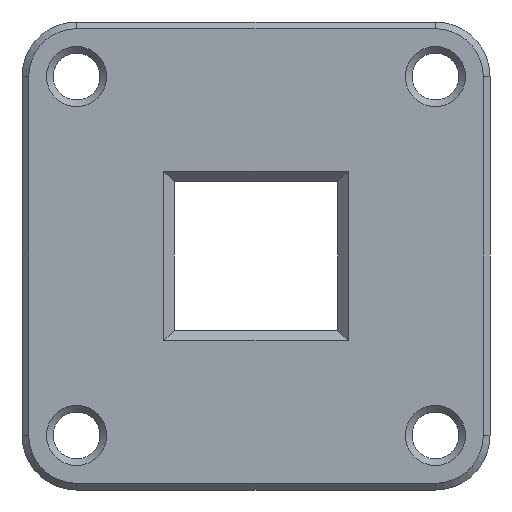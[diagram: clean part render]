
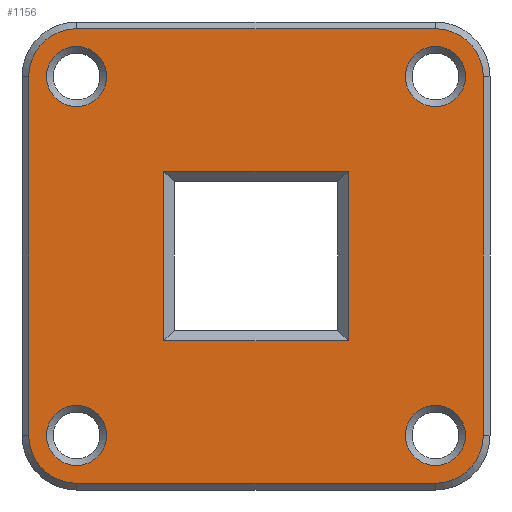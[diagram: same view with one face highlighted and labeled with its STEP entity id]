
A CAD part, front view. The second image highlights one B-rep face of the part: STEP entity #1156.
In plain terms, the highlighted planar face has unit normal (0, -1, 0).
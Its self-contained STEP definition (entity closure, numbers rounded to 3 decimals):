
#41=FACE_BOUND('',#171,.T.);
#42=FACE_BOUND('',#172,.T.);
#43=FACE_BOUND('',#173,.T.);
#44=FACE_BOUND('',#174,.T.);
#45=FACE_BOUND('',#175,.T.);
#64=PLANE('',#1255);
#96=FACE_OUTER_BOUND('',#170,.T.);
#170=EDGE_LOOP('',(#851,#852,#853,#854,#855,#856,#857,#858));
#171=EDGE_LOOP('',(#859));
#172=EDGE_LOOP('',(#860));
#173=EDGE_LOOP('',(#861));
#174=EDGE_LOOP('',(#862));
#175=EDGE_LOOP('',(#863,#864,#865,#866));
#250=CIRCLE('',#1256,3.583);
#251=CIRCLE('',#1257,3.583);
#252=CIRCLE('',#1258,3.583);
#253=CIRCLE('',#1259,3.583);
#254=CIRCLE('',#1260,2.25);
#255=CIRCLE('',#1261,2.25);
#256=CIRCLE('',#1262,2.25);
#257=CIRCLE('',#1263,2.25);
#334=LINE('',#1920,#430);
#337=LINE('',#1925,#433);
#339=LINE('',#1929,#435);
#342=LINE('',#1934,#438);
#345=LINE('',#1941,#441);
#346=LINE('',#1945,#442);
#347=LINE('',#1949,#443);
#348=LINE('',#1953,#444);
#430=VECTOR('',#1425,10.);
#433=VECTOR('',#1430,10.);
#435=VECTOR('',#1434,10.);
#438=VECTOR('',#1439,10.);
#441=VECTOR('',#1446,10.);
#442=VECTOR('',#1449,10.);
#443=VECTOR('',#1452,10.);
#444=VECTOR('',#1455,10.);
#537=VERTEX_POINT('',#1918);
#538=VERTEX_POINT('',#1919);
#539=VERTEX_POINT('',#1924);
#540=VERTEX_POINT('',#1928);
#542=VERTEX_POINT('',#1939);
#543=VERTEX_POINT('',#1940);
#544=VERTEX_POINT('',#1942);
#545=VERTEX_POINT('',#1944);
#546=VERTEX_POINT('',#1946);
#547=VERTEX_POINT('',#1948);
#548=VERTEX_POINT('',#1950);
#549=VERTEX_POINT('',#1952);
#550=VERTEX_POINT('',#1955);
#551=VERTEX_POINT('',#1957);
#552=VERTEX_POINT('',#1959);
#553=VERTEX_POINT('',#1961);
#647=EDGE_CURVE('',#537,#538,#334,.T.);
#650=EDGE_CURVE('',#538,#539,#337,.T.);
#652=EDGE_CURVE('',#540,#537,#339,.T.);
#655=EDGE_CURVE('',#539,#540,#342,.T.);
#658=EDGE_CURVE('',#542,#543,#345,.T.);
#659=EDGE_CURVE('',#544,#542,#250,.T.);
#660=EDGE_CURVE('',#545,#544,#346,.T.);
#661=EDGE_CURVE('',#546,#545,#251,.T.);
#662=EDGE_CURVE('',#547,#546,#347,.T.);
#663=EDGE_CURVE('',#548,#547,#252,.T.);
#664=EDGE_CURVE('',#549,#548,#348,.T.);
#665=EDGE_CURVE('',#543,#549,#253,.T.);
#666=EDGE_CURVE('',#550,#550,#254,.T.);
#667=EDGE_CURVE('',#551,#551,#255,.T.);
#668=EDGE_CURVE('',#552,#552,#256,.T.);
#669=EDGE_CURVE('',#553,#553,#257,.T.);
#851=ORIENTED_EDGE('',*,*,#658,.F.);
#852=ORIENTED_EDGE('',*,*,#659,.F.);
#853=ORIENTED_EDGE('',*,*,#660,.F.);
#854=ORIENTED_EDGE('',*,*,#661,.F.);
#855=ORIENTED_EDGE('',*,*,#662,.F.);
#856=ORIENTED_EDGE('',*,*,#663,.F.);
#857=ORIENTED_EDGE('',*,*,#664,.F.);
#858=ORIENTED_EDGE('',*,*,#665,.F.);
#859=ORIENTED_EDGE('',*,*,#666,.F.);
#860=ORIENTED_EDGE('',*,*,#667,.F.);
#861=ORIENTED_EDGE('',*,*,#668,.F.);
#862=ORIENTED_EDGE('',*,*,#669,.F.);
#863=ORIENTED_EDGE('',*,*,#647,.F.);
#864=ORIENTED_EDGE('',*,*,#652,.F.);
#865=ORIENTED_EDGE('',*,*,#655,.F.);
#866=ORIENTED_EDGE('',*,*,#650,.F.);
#1156=ADVANCED_FACE('',(#96,#41,#42,#43,#44,#45),#64,.T.);
#1255=AXIS2_PLACEMENT_3D('',#1938,#1444,#1445);
#1256=AXIS2_PLACEMENT_3D('',#1943,#1447,#1448);
#1257=AXIS2_PLACEMENT_3D('',#1947,#1450,#1451);
#1258=AXIS2_PLACEMENT_3D('',#1951,#1453,#1454);
#1259=AXIS2_PLACEMENT_3D('',#1954,#1456,#1457);
#1260=AXIS2_PLACEMENT_3D('',#1956,#1458,#1459);
#1261=AXIS2_PLACEMENT_3D('',#1958,#1460,#1461);
#1262=AXIS2_PLACEMENT_3D('',#1960,#1462,#1463);
#1263=AXIS2_PLACEMENT_3D('',#1962,#1464,#1465);
#1425=DIRECTION('',(-1.,0.,0.));
#1430=DIRECTION('',(0.,0.,-1.));
#1434=DIRECTION('',(0.,0.,1.));
#1439=DIRECTION('',(1.,0.,0.));
#1444=DIRECTION('center_axis',(0.,-1.,0.));
#1445=DIRECTION('ref_axis',(0.,0.,-1.));
#1446=DIRECTION('',(0.,0.,1.));
#1447=DIRECTION('center_axis',(0.,1.,0.));
#1448=DIRECTION('ref_axis',(-0.707,0.,-0.707));
#1449=DIRECTION('',(-1.,0.,0.));
#1450=DIRECTION('center_axis',(0.,1.,0.));
#1451=DIRECTION('ref_axis',(0.707,0.,-0.707));
#1452=DIRECTION('',(0.,0.,-1.));
#1453=DIRECTION('center_axis',(0.,1.,0.));
#1454=DIRECTION('ref_axis',(0.707,0.,0.707));
#1455=DIRECTION('',(1.,0.,0.));
#1456=DIRECTION('center_axis',(0.,1.,0.));
#1457=DIRECTION('ref_axis',(-0.707,0.,0.707));
#1458=DIRECTION('center_axis',(0.,-1.,0.));
#1459=DIRECTION('ref_axis',(-1.,0.,0.));
#1460=DIRECTION('center_axis',(0.,-1.,0.));
#1461=DIRECTION('ref_axis',(-1.,0.,0.));
#1462=DIRECTION('center_axis',(0.,-1.,0.));
#1463=DIRECTION('ref_axis',(-1.,0.,0.));
#1464=DIRECTION('center_axis',(0.,-1.,0.));
#1465=DIRECTION('ref_axis',(-1.,0.,0.));
#1918=CARTESIAN_POINT('',(6.9,-4.2,6.35));
#1919=CARTESIAN_POINT('',(-6.9,-4.2,6.35));
#1920=CARTESIAN_POINT('',(3.05,-4.2,6.35));
#1924=CARTESIAN_POINT('',(-6.9,-4.2,-6.35));
#1925=CARTESIAN_POINT('',(-6.9,-4.2,2.775));
#1928=CARTESIAN_POINT('',(6.9,-4.2,-6.35));
#1929=CARTESIAN_POINT('',(6.9,-4.2,-2.775));
#1934=CARTESIAN_POINT('',(-3.05,-4.2,-6.35));
#1938=CARTESIAN_POINT('Origin',(0.,-4.2,0.));
#1939=CARTESIAN_POINT('',(-17.,-4.2,-13.417));
#1940=CARTESIAN_POINT('',(-17.,-4.2,13.417));
#1941=CARTESIAN_POINT('',(-17.,-4.2,8.75));
#1942=CARTESIAN_POINT('',(-13.417,-4.2,-17.));
#1943=CARTESIAN_POINT('Origin',(-13.417,-4.2,-13.417));
#1944=CARTESIAN_POINT('',(13.417,-4.2,-17.));
#1945=CARTESIAN_POINT('',(-8.75,-4.2,-17.));
#1946=CARTESIAN_POINT('',(17.,-4.2,-13.417));
#1947=CARTESIAN_POINT('Origin',(13.417,-4.2,-13.417));
#1948=CARTESIAN_POINT('',(17.,-4.2,13.417));
#1949=CARTESIAN_POINT('',(17.,-4.2,-8.75));
#1950=CARTESIAN_POINT('',(13.417,-4.2,17.));
#1951=CARTESIAN_POINT('Origin',(13.417,-4.2,13.417));
#1952=CARTESIAN_POINT('',(-13.417,-4.2,17.));
#1953=CARTESIAN_POINT('',(8.75,-4.2,17.));
#1954=CARTESIAN_POINT('Origin',(-13.417,-4.2,13.417));
#1955=CARTESIAN_POINT('',(15.667,-4.2,13.417));
#1956=CARTESIAN_POINT('Origin',(13.417,-4.2,13.417));
#1957=CARTESIAN_POINT('',(-11.167,-4.2,-13.417));
#1958=CARTESIAN_POINT('Origin',(-13.417,-4.2,-13.417));
#1959=CARTESIAN_POINT('',(15.667,-4.2,-13.417));
#1960=CARTESIAN_POINT('Origin',(13.417,-4.2,-13.417));
#1961=CARTESIAN_POINT('',(-11.167,-4.2,13.417));
#1962=CARTESIAN_POINT('Origin',(-13.417,-4.2,13.417));
